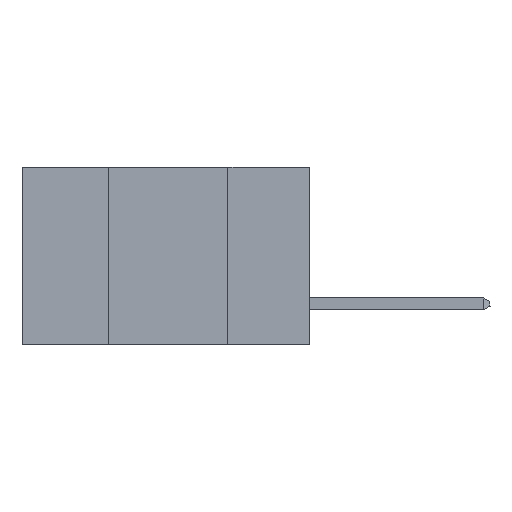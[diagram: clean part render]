
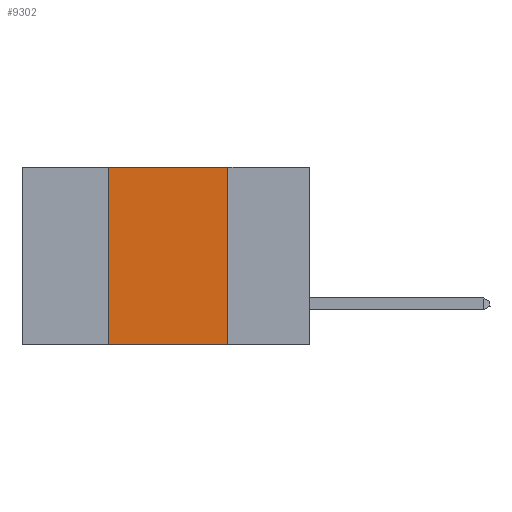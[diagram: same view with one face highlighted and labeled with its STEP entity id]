
A CAD part, left-side view. The second image highlights one B-rep face of the part: STEP entity #9302.
In plain terms, the highlighted planar face has unit normal (-1, 0, 0).
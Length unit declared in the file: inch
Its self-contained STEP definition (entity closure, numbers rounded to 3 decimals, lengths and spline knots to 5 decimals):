
#307 = VECTOR ( 'NONE', #18485, 39.37008 ) ;
#791 = VECTOR ( 'NONE', #14202, 39.37008 ) ;
#1073 = VERTEX_POINT ( 'NONE', #13191 ) ;
#1788 = LINE ( 'NONE', #11650, #2254 ) ;
#2254 = VECTOR ( 'NONE', #2662, 39.37008 ) ;
#2662 = DIRECTION ( 'NONE',  ( 0., 0., 1. ) ) ;
#2964 = ORIENTED_EDGE ( 'NONE', *, *, #10745, .F. ) ;
#4089 = AXIS2_PLACEMENT_3D ( 'NONE', #6167, #18033, #6223 ) ;
#6006 = CARTESIAN_POINT ( 'NONE',  ( 0., 0.42, -0.37 ) ) ;
#6167 = CARTESIAN_POINT ( 'NONE',  ( 0., 0.6, 0. ) ) ;
#6223 = DIRECTION ( 'NONE',  ( 0., 0., -1. ) ) ;
#6922 = VERTEX_POINT ( 'NONE', #11084 ) ;
#7138 = ORIENTED_EDGE ( 'NONE', *, *, #8597, .F. ) ;
#7392 = FACE_OUTER_BOUND ( 'NONE', #9682, .T. ) ;
#7884 = CARTESIAN_POINT ( 'NONE',  ( 0., 0.42, 0. ) ) ;
#8075 = VERTEX_POINT ( 'NONE', #7884 ) ;
#8552 = CARTESIAN_POINT ( 'NONE',  ( 0., 0.6, 0. ) ) ;
#8597 = EDGE_CURVE ( 'NONE', #1073, #6922, #17691, .T. ) ;
#9302 = ADVANCED_FACE ( 'NONE', ( #7392 ), #16546, .F. ) ;
#9682 = EDGE_LOOP ( 'NONE', ( #7138, #2964, #11596, #12611 ) ) ;
#9745 = EDGE_CURVE ( 'NONE', #17259, #8075, #1788, .T. ) ;
#10745 = EDGE_CURVE ( 'NONE', #8075, #1073, #19246, .T. ) ;
#11084 = CARTESIAN_POINT ( 'NONE',  ( 0., 0.17, -0.37 ) ) ;
#11596 = ORIENTED_EDGE ( 'NONE', *, *, #9745, .F. ) ;
#11650 = CARTESIAN_POINT ( 'NONE',  ( 0., 0.42, 0. ) ) ;
#12611 = ORIENTED_EDGE ( 'NONE', *, *, #19251, .T. ) ;
#12642 = CARTESIAN_POINT ( 'NONE',  ( 0., 0.17, 0. ) ) ;
#13191 = CARTESIAN_POINT ( 'NONE',  ( 0., 0.17, 0. ) ) ;
#13698 = VECTOR ( 'NONE', #14111, 39.37008 ) ;
#14111 = DIRECTION ( 'NONE',  ( 0., 0., -1. ) ) ;
#14202 = DIRECTION ( 'NONE',  ( 0., -1., 0. ) ) ;
#15482 = CARTESIAN_POINT ( 'NONE',  ( 0., 0.6, -0.37 ) ) ;
#15503 = LINE ( 'NONE', #15482, #307 ) ;
#16546 = PLANE ( 'NONE',  #4089 ) ;
#17259 = VERTEX_POINT ( 'NONE', #6006 ) ;
#17691 = LINE ( 'NONE', #12642, #13698 ) ;
#18033 = DIRECTION ( 'NONE',  ( 1., 0., 0. ) ) ;
#18485 = DIRECTION ( 'NONE',  ( 0., -1., 0. ) ) ;
#19246 = LINE ( 'NONE', #8552, #791 ) ;
#19251 = EDGE_CURVE ( 'NONE', #17259, #6922, #15503, .T. ) ;
